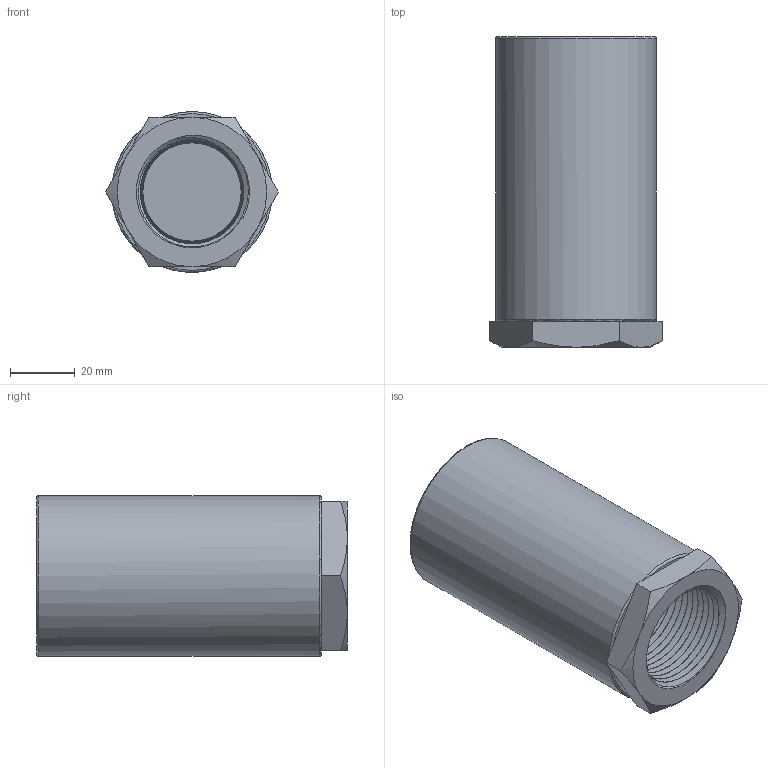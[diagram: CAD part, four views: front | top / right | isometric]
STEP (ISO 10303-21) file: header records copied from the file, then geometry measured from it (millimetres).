
FILE_DESCRIPTION((''),'2;1');
FILE_NAME('AV-100-316SS_R0.stp','2017-08-01T16:16:43',('salesdesk5'),(''),'Autodesk Inventor 2009','Autodesk Inventor 2009','');
FILE_SCHEMA(('AUTOMOTIVE_DESIGN { 1 0 10303 214 1 1 1 1 }'));
Length unit declared in the file: inch
Products named in the file (1): AV-100-316SS_R0
Bounding box: 53.12 x 95.65 x 49.53 mm (x, y, z)
Volume: 147785.4 mm3; surface area: 25235.9 mm2
Topology: 1 solids, 1 shells, 40 faces, 84 edges, 48 vertices
Faces by surface type: plane 23, cone 10, bspline 4, torus 2, cylinder 1
Full cylindrical faces by diameter (mm): 49.53 x1
Entity records: 4939 total; most frequent: CARTESIAN_POINT 4138, DIRECTION 156, ORIENTED_EDGE 156, EDGE_CURVE 78, AXIS2_PLACEMENT_3D 64, VERTEX_POINT 47, EDGE_LOOP 47, FACE_OUTER_BOUND 40
